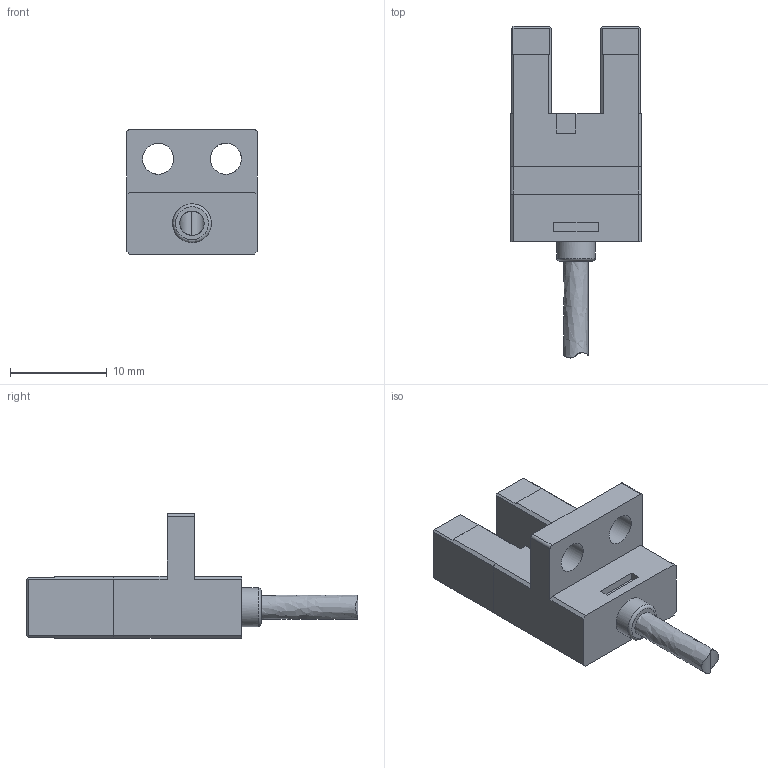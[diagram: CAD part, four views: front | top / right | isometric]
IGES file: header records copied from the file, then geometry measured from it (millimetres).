
Global section: file name: KPS-M63; native system: Autodesk Inventor 2014; preprocessor: unknown; author: KHJ; date: 20141128.111820; units: millimetre
Bounding box: 13.5 x 34.25 x 12.85 mm (x, y, z)
Volume: 1872.9 mm3; surface area: 1411.1 mm2
Topology: 1 solids, 1 shells, 219 faces, 607 edges, 406 vertices
Faces by surface type: bspline 219
